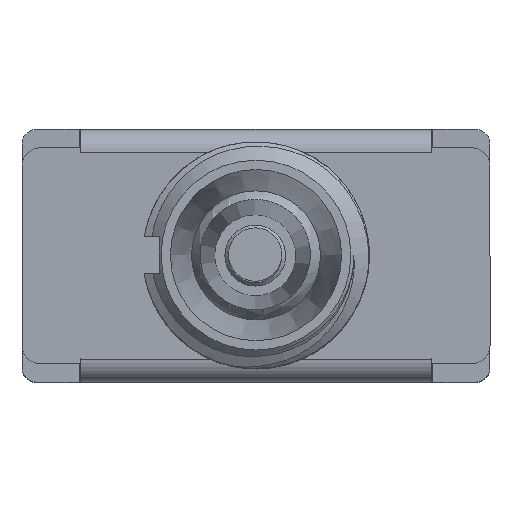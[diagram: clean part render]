
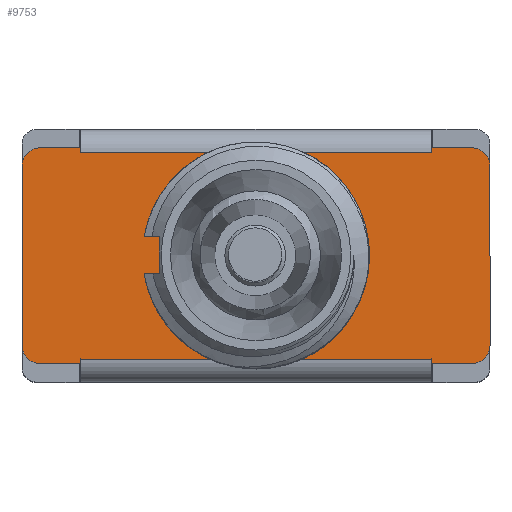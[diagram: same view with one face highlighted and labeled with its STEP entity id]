
A CAD part, top view. The second image highlights one B-rep face of the part: STEP entity #9753.
In plain terms, the highlighted face is planar.
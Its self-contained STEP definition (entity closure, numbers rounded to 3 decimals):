
#736=FACE_BOUND('',#1804,.T.);
#861=PLANE('',#10470);
#1244=FACE_OUTER_BOUND('',#1803,.T.);
#1803=EDGE_LOOP('',(#7531,#7532,#7533,#7534,#7535,#7536,#7537,#7538,#7539,
#7540,#7541,#7542,#7543,#7544,#7545,#7546,#7547,#7548,#7549,#7550,#7551,
#7552,#7553,#7554));
#1804=EDGE_LOOP('',(#7555));
#2484=LINE('',#16157,#3439);
#2506=LINE('',#16212,#3461);
#2508=LINE('',#16216,#3463);
#2509=LINE('',#16218,#3464);
#2510=LINE('',#16220,#3465);
#2511=LINE('',#16222,#3466);
#2512=LINE('',#16224,#3467);
#2513=LINE('',#16226,#3468);
#2514=LINE('',#16228,#3469);
#2515=LINE('',#16230,#3470);
#2516=LINE('',#16234,#3471);
#2517=LINE('',#16238,#3472);
#2518=LINE('',#16240,#3473);
#2519=LINE('',#16242,#3474);
#2520=LINE('',#16244,#3475);
#2521=LINE('',#16246,#3476);
#2522=LINE('',#16248,#3477);
#2523=LINE('',#16250,#3478);
#2524=LINE('',#16251,#3479);
#2525=LINE('',#16252,#3480);
#3439=VECTOR('',#11333,10.);
#3461=VECTOR('',#11371,10.);
#3463=VECTOR('',#11375,10.);
#3464=VECTOR('',#11376,10.);
#3465=VECTOR('',#11377,10.);
#3466=VECTOR('',#11378,10.);
#3467=VECTOR('',#11379,10.);
#3468=VECTOR('',#11380,10.);
#3469=VECTOR('',#11381,10.);
#3470=VECTOR('',#11382,10.);
#3471=VECTOR('',#11385,10.);
#3472=VECTOR('',#11388,10.);
#3473=VECTOR('',#11389,10.);
#3474=VECTOR('',#11390,10.);
#3475=VECTOR('',#11391,10.);
#3476=VECTOR('',#11392,10.);
#3477=VECTOR('',#11393,10.);
#3478=VECTOR('',#11394,10.);
#3479=VECTOR('',#11395,10.);
#3480=VECTOR('',#11396,10.);
#4169=CIRCLE('',#10459,0.5);
#4175=CIRCLE('',#10468,0.5);
#4176=CIRCLE('',#10471,0.5);
#4177=CIRCLE('',#10472,0.5);
#4178=CIRCLE('',#10473,2.5);
#4519=VERTEX_POINT('',#16144);
#4520=VERTEX_POINT('',#16145);
#4524=VERTEX_POINT('',#16155);
#4547=VERTEX_POINT('',#16205);
#4548=VERTEX_POINT('',#16206);
#4549=VERTEX_POINT('',#16211);
#4550=VERTEX_POINT('',#16215);
#4551=VERTEX_POINT('',#16217);
#4552=VERTEX_POINT('',#16219);
#4553=VERTEX_POINT('',#16221);
#4554=VERTEX_POINT('',#16223);
#4555=VERTEX_POINT('',#16225);
#4556=VERTEX_POINT('',#16227);
#4557=VERTEX_POINT('',#16229);
#4558=VERTEX_POINT('',#16231);
#4559=VERTEX_POINT('',#16233);
#4560=VERTEX_POINT('',#16235);
#4561=VERTEX_POINT('',#16237);
#4562=VERTEX_POINT('',#16239);
#4563=VERTEX_POINT('',#16241);
#4564=VERTEX_POINT('',#16243);
#4565=VERTEX_POINT('',#16245);
#4566=VERTEX_POINT('',#16247);
#4567=VERTEX_POINT('',#16249);
#4568=VERTEX_POINT('',#16253);
#5622=EDGE_CURVE('',#4519,#4520,#4169,.T.);
#5628=EDGE_CURVE('',#4524,#4519,#2484,.T.);
#5652=EDGE_CURVE('',#4547,#4548,#4175,.T.);
#5655=EDGE_CURVE('',#4548,#4549,#2506,.T.);
#5657=EDGE_CURVE('',#4524,#4550,#2508,.T.);
#5658=EDGE_CURVE('',#4550,#4551,#2509,.T.);
#5659=EDGE_CURVE('',#4551,#4552,#2510,.T.);
#5660=EDGE_CURVE('',#4552,#4553,#2511,.T.);
#5661=EDGE_CURVE('',#4553,#4554,#2512,.T.);
#5662=EDGE_CURVE('',#4554,#4555,#2513,.T.);
#5663=EDGE_CURVE('',#4555,#4556,#2514,.T.);
#5664=EDGE_CURVE('',#4557,#4556,#2515,.T.);
#5665=EDGE_CURVE('',#4558,#4557,#4176,.T.);
#5666=EDGE_CURVE('',#4559,#4558,#2516,.T.);
#5667=EDGE_CURVE('',#4560,#4559,#4177,.T.);
#5668=EDGE_CURVE('',#4561,#4560,#2517,.T.);
#5669=EDGE_CURVE('',#4561,#4562,#2518,.T.);
#5670=EDGE_CURVE('',#4562,#4563,#2519,.T.);
#5671=EDGE_CURVE('',#4563,#4564,#2520,.T.);
#5672=EDGE_CURVE('',#4564,#4565,#2521,.T.);
#5673=EDGE_CURVE('',#4565,#4566,#2522,.T.);
#5674=EDGE_CURVE('',#4566,#4567,#2523,.T.);
#5675=EDGE_CURVE('',#4567,#4549,#2524,.T.);
#5676=EDGE_CURVE('',#4520,#4547,#2525,.T.);
#5677=EDGE_CURVE('',#4568,#4568,#4178,.T.);
#7531=ORIENTED_EDGE('',*,*,#5622,.F.);
#7532=ORIENTED_EDGE('',*,*,#5628,.F.);
#7533=ORIENTED_EDGE('',*,*,#5657,.T.);
#7534=ORIENTED_EDGE('',*,*,#5658,.T.);
#7535=ORIENTED_EDGE('',*,*,#5659,.T.);
#7536=ORIENTED_EDGE('',*,*,#5660,.T.);
#7537=ORIENTED_EDGE('',*,*,#5661,.T.);
#7538=ORIENTED_EDGE('',*,*,#5662,.T.);
#7539=ORIENTED_EDGE('',*,*,#5663,.T.);
#7540=ORIENTED_EDGE('',*,*,#5664,.F.);
#7541=ORIENTED_EDGE('',*,*,#5665,.F.);
#7542=ORIENTED_EDGE('',*,*,#5666,.F.);
#7543=ORIENTED_EDGE('',*,*,#5667,.F.);
#7544=ORIENTED_EDGE('',*,*,#5668,.F.);
#7545=ORIENTED_EDGE('',*,*,#5669,.T.);
#7546=ORIENTED_EDGE('',*,*,#5670,.T.);
#7547=ORIENTED_EDGE('',*,*,#5671,.T.);
#7548=ORIENTED_EDGE('',*,*,#5672,.T.);
#7549=ORIENTED_EDGE('',*,*,#5673,.T.);
#7550=ORIENTED_EDGE('',*,*,#5674,.T.);
#7551=ORIENTED_EDGE('',*,*,#5675,.T.);
#7552=ORIENTED_EDGE('',*,*,#5655,.F.);
#7553=ORIENTED_EDGE('',*,*,#5652,.F.);
#7554=ORIENTED_EDGE('',*,*,#5676,.F.);
#7555=ORIENTED_EDGE('',*,*,#5677,.T.);
#9753=ADVANCED_FACE('',(#1244,#736),#861,.T.);
#10459=AXIS2_PLACEMENT_3D('',#16146,#11323,#11324);
#10468=AXIS2_PLACEMENT_3D('',#16207,#11365,#11366);
#10470=AXIS2_PLACEMENT_3D('',#16214,#11373,#11374);
#10471=AXIS2_PLACEMENT_3D('',#16232,#11383,#11384);
#10472=AXIS2_PLACEMENT_3D('',#16236,#11386,#11387);
#10473=AXIS2_PLACEMENT_3D('',#16254,#11397,#11398);
#11323=DIRECTION('center_axis',(0.,1.,0.));
#11324=DIRECTION('ref_axis',(-0.707,0.,-0.707));
#11333=DIRECTION('',(-1.,0.,0.));
#11365=DIRECTION('center_axis',(0.,1.,0.));
#11366=DIRECTION('ref_axis',(-0.707,0.,0.707));
#11371=DIRECTION('',(1.,0.,0.));
#11373=DIRECTION('center_axis',(0.,-1.,0.));
#11374=DIRECTION('ref_axis',(1.,0.,0.));
#11375=DIRECTION('',(0.,0.,1.));
#11376=DIRECTION('',(1.,0.,0.));
#11377=DIRECTION('',(0.,0.,-1.));
#11378=DIRECTION('',(1.,0.,0.));
#11379=DIRECTION('',(0.,0.,1.));
#11380=DIRECTION('',(1.,0.,0.));
#11381=DIRECTION('',(0.,0.,-1.));
#11382=DIRECTION('',(-1.,0.,0.));
#11383=DIRECTION('center_axis',(0.,1.,0.));
#11384=DIRECTION('ref_axis',(0.707,0.,-0.707));
#11385=DIRECTION('',(0.,0.,-1.));
#11386=DIRECTION('center_axis',(0.,1.,0.));
#11387=DIRECTION('ref_axis',(0.707,0.,0.707));
#11388=DIRECTION('',(1.,0.,0.));
#11389=DIRECTION('',(0.,0.,-1.));
#11390=DIRECTION('',(-1.,0.,0.));
#11391=DIRECTION('',(0.,0.,1.));
#11392=DIRECTION('',(-1.,0.,0.));
#11393=DIRECTION('',(0.,0.,-1.));
#11394=DIRECTION('',(-1.,0.,0.));
#11395=DIRECTION('',(0.,0.,1.));
#11396=DIRECTION('',(0.,0.,1.));
#11397=DIRECTION('center_axis',(0.,1.,0.));
#11398=DIRECTION('ref_axis',(-1.,0.,0.));
#16144=CARTESIAN_POINT('',(-5.85,-5.36,-13.942));
#16145=CARTESIAN_POINT('',(-6.35,-5.36,-13.442));
#16146=CARTESIAN_POINT('Origin',(-5.85,-5.36,-13.442));
#16155=CARTESIAN_POINT('',(-4.76,-5.36,-13.942));
#16157=CARTESIAN_POINT('',(-6.35,-5.36,-13.942));
#16205=CARTESIAN_POINT('',(-6.35,-5.36,-8.582));
#16206=CARTESIAN_POINT('',(-5.85,-5.36,-8.082));
#16207=CARTESIAN_POINT('Origin',(-5.85,-5.36,-8.582));
#16211=CARTESIAN_POINT('',(-4.76,-5.36,-8.082));
#16212=CARTESIAN_POINT('',(6.35,-5.36,-8.082));
#16214=CARTESIAN_POINT('Origin',(0.,-5.36,-11.012));
#16215=CARTESIAN_POINT('',(-4.76,-5.36,-13.807));
#16216=CARTESIAN_POINT('',(-4.76,-5.36,-12.477));
#16217=CARTESIAN_POINT('',(-4.75,-5.36,-13.807));
#16218=CARTESIAN_POINT('',(-2.38,-5.36,-13.807));
#16219=CARTESIAN_POINT('',(-4.75,-5.36,-13.817));
#16220=CARTESIAN_POINT('',(-4.75,-5.36,-12.409));
#16221=CARTESIAN_POINT('',(4.75,-5.36,-13.817));
#16222=CARTESIAN_POINT('',(-2.375,-5.36,-13.817));
#16223=CARTESIAN_POINT('',(4.75,-5.36,-13.807));
#16224=CARTESIAN_POINT('',(4.75,-5.36,-12.477));
#16225=CARTESIAN_POINT('',(4.76,-5.36,-13.807));
#16226=CARTESIAN_POINT('',(2.375,-5.36,-13.807));
#16227=CARTESIAN_POINT('',(4.76,-5.36,-13.942));
#16228=CARTESIAN_POINT('',(4.76,-5.36,-12.409));
#16229=CARTESIAN_POINT('',(5.85,-5.36,-13.942));
#16230=CARTESIAN_POINT('',(-6.35,-5.36,-13.942));
#16231=CARTESIAN_POINT('',(6.35,-5.36,-13.442));
#16232=CARTESIAN_POINT('Origin',(5.85,-5.36,-13.442));
#16233=CARTESIAN_POINT('',(6.35,-5.36,-8.582));
#16234=CARTESIAN_POINT('',(6.35,-5.36,-13.942));
#16235=CARTESIAN_POINT('',(5.85,-5.36,-8.082));
#16236=CARTESIAN_POINT('Origin',(5.85,-5.36,-8.582));
#16237=CARTESIAN_POINT('',(4.76,-5.36,-8.082));
#16238=CARTESIAN_POINT('',(6.35,-5.36,-8.082));
#16239=CARTESIAN_POINT('',(4.76,-5.36,-8.217));
#16240=CARTESIAN_POINT('',(4.76,-5.36,-9.547));
#16241=CARTESIAN_POINT('',(4.75,-5.36,-8.217));
#16242=CARTESIAN_POINT('',(2.38,-5.36,-8.217));
#16243=CARTESIAN_POINT('',(4.75,-5.36,-8.207));
#16244=CARTESIAN_POINT('',(4.75,-5.36,-9.614));
#16245=CARTESIAN_POINT('',(-4.75,-5.36,-8.207));
#16246=CARTESIAN_POINT('',(2.375,-5.36,-8.207));
#16247=CARTESIAN_POINT('',(-4.75,-5.36,-8.217));
#16248=CARTESIAN_POINT('',(-4.75,-5.36,-9.547));
#16249=CARTESIAN_POINT('',(-4.76,-5.36,-8.217));
#16250=CARTESIAN_POINT('',(-2.375,-5.36,-8.217));
#16251=CARTESIAN_POINT('',(-4.76,-5.36,-9.614));
#16252=CARTESIAN_POINT('',(-6.35,-5.36,-8.082));
#16253=CARTESIAN_POINT('',(2.5,-5.36,-11.012));
#16254=CARTESIAN_POINT('Origin',(0.,-5.36,-11.012));
